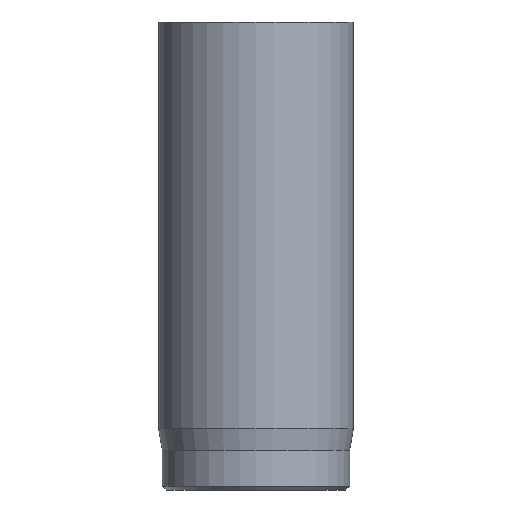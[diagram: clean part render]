
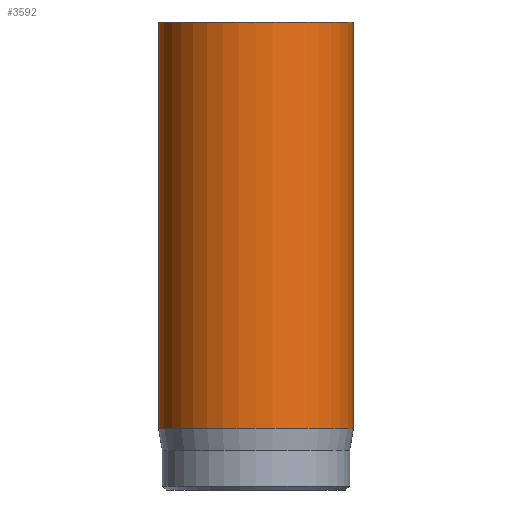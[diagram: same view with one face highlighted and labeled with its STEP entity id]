
A CAD part, front view. The second image highlights one B-rep face of the part: STEP entity #3592.
In plain terms, the highlighted cylindrical face has radius 2.5 mm (diameter 5 mm), a full revolution.
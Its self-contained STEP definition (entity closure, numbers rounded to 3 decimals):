
#519=CYLINDRICAL_SURFACE('',#3770,2.5);
#658=FACE_OUTER_BOUND('',#876,.T.);
#876=EDGE_LOOP('',(#3083,#3084,#3085,#3086,#3087));
#1098=LINE('',#6485,#1335);
#1335=VECTOR('',#4061,2.5);
#1427=CIRCLE('',#3754,2.5);
#1433=CIRCLE('',#3768,2.5);
#1434=CIRCLE('',#3769,2.5);
#1687=VERTEX_POINT('',#6456);
#1693=VERTEX_POINT('',#6479);
#1694=VERTEX_POINT('',#6480);
#2168=EDGE_CURVE('',#1687,#1687,#1427,.T.);
#2177=EDGE_CURVE('',#1693,#1694,#1433,.T.);
#2178=EDGE_CURVE('',#1694,#1693,#1434,.T.);
#2180=EDGE_CURVE('',#1687,#1693,#1098,.T.);
#3083=ORIENTED_EDGE('',*,*,#2168,.T.);
#3084=ORIENTED_EDGE('',*,*,#2180,.T.);
#3085=ORIENTED_EDGE('',*,*,#2177,.T.);
#3086=ORIENTED_EDGE('',*,*,#2178,.T.);
#3087=ORIENTED_EDGE('',*,*,#2180,.F.);
#3592=ADVANCED_FACE('',(#658),#519,.T.);
#3754=AXIS2_PLACEMENT_3D('',#6457,#4023,#4024);
#3768=AXIS2_PLACEMENT_3D('',#6481,#4054,#4055);
#3769=AXIS2_PLACEMENT_3D('',#6482,#4056,#4057);
#3770=AXIS2_PLACEMENT_3D('',#6484,#4059,#4060);
#4023=DIRECTION('center_axis',(0.,0.,-1.));
#4024=DIRECTION('ref_axis',(-1.,0.,0.));
#4054=DIRECTION('center_axis',(0.,0.,1.));
#4055=DIRECTION('ref_axis',(-1.,0.,0.));
#4056=DIRECTION('center_axis',(0.,0.,1.));
#4057=DIRECTION('ref_axis',(-1.,0.,0.));
#4059=DIRECTION('center_axis',(0.,0.,1.));
#4060=DIRECTION('ref_axis',(-1.,0.,0.));
#4061=DIRECTION('',(0.,0.,-1.));
#6456=CARTESIAN_POINT('',(2.5,0.,12.));
#6457=CARTESIAN_POINT('Origin',(0.,0.,12.));
#6479=CARTESIAN_POINT('',(2.5,0.,1.567));
#6480=CARTESIAN_POINT('',(-2.5,0.,1.567));
#6481=CARTESIAN_POINT('Origin',(0.,0.,1.567));
#6482=CARTESIAN_POINT('Origin',(0.,0.,1.567));
#6484=CARTESIAN_POINT('Origin',(0.,0.,0.));
#6485=CARTESIAN_POINT('',(2.5,0.,0.));
